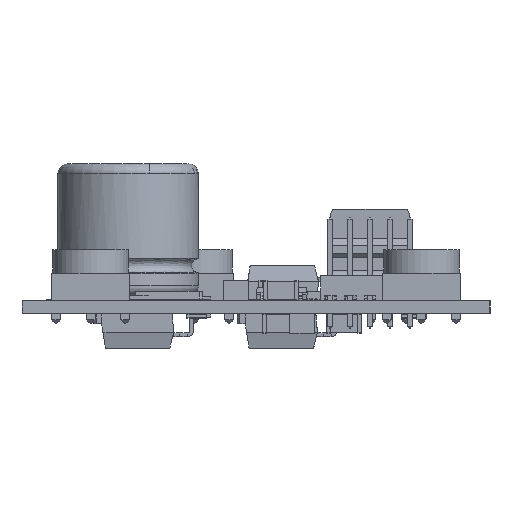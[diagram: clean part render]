
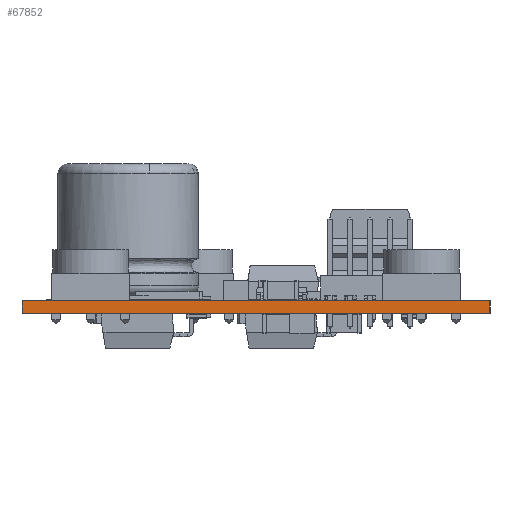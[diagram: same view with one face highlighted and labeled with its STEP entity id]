
A CAD part, left-side view. The second image highlights one B-rep face of the part: STEP entity #67852.
In plain terms, the highlighted planar face has unit normal (-1, 0, 0).
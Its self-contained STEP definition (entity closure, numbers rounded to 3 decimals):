
#67671 = PLANE('',#67672);
#67672 = AXIS2_PLACEMENT_3D('',#67673,#67674,#67675);
#67673 = CARTESIAN_POINT('',(174.7,-102.9,0.));
#67674 = DIRECTION('',(0.,-1.,0.));
#67675 = DIRECTION('',(-1.,0.,0.));
#67696 = VERTEX_POINT('',#67697);
#67697 = CARTESIAN_POINT('',(88.7,-102.9,1.6));
#67711 = PLANE('',#67712);
#67712 = AXIS2_PLACEMENT_3D('',#67713,#67714,#67715);
#67713 = CARTESIAN_POINT('',(131.7,-72.9,1.6));
#67714 = DIRECTION('',(0.,0.,-1.));
#67715 = DIRECTION('',(-1.,0.,0.));
#67723 = EDGE_CURVE('',#67724,#67696,#67726,.T.);
#67724 = VERTEX_POINT('',#67725);
#67725 = CARTESIAN_POINT('',(88.7,-102.9,0.));
#67726 = SURFACE_CURVE('',#67727,(#67731,#67738),.PCURVE_S1.);
#67727 = LINE('',#67728,#67729);
#67728 = CARTESIAN_POINT('',(88.7,-102.9,0.));
#67729 = VECTOR('',#67730,1.);
#67730 = DIRECTION('',(0.,0.,1.));
#67731 = PCURVE('',#67671,#67732);
#67732 = DEFINITIONAL_REPRESENTATION('',(#67733),#67737);
#67733 = LINE('',#67734,#67735);
#67734 = CARTESIAN_POINT('',(86.,0.));
#67735 = VECTOR('',#67736,1.);
#67736 = DIRECTION('',(0.,-1.));
#67737 = ( GEOMETRIC_REPRESENTATION_CONTEXT(2) 
PARAMETRIC_REPRESENTATION_CONTEXT() REPRESENTATION_CONTEXT('2D SPACE',''
  ) );
#67738 = PCURVE('',#67739,#67744);
#67739 = PLANE('',#67740);
#67740 = AXIS2_PLACEMENT_3D('',#67741,#67742,#67743);
#67741 = CARTESIAN_POINT('',(88.7,-102.9,0.));
#67742 = DIRECTION('',(-1.,0.,0.));
#67743 = DIRECTION('',(0.,1.,0.));
#67744 = DEFINITIONAL_REPRESENTATION('',(#67745),#67749);
#67745 = LINE('',#67746,#67747);
#67746 = CARTESIAN_POINT('',(0.,0.));
#67747 = VECTOR('',#67748,1.);
#67748 = DIRECTION('',(0.,-1.));
#67749 = ( GEOMETRIC_REPRESENTATION_CONTEXT(2) 
PARAMETRIC_REPRESENTATION_CONTEXT() REPRESENTATION_CONTEXT('2D SPACE',''
  ) );
#67765 = PLANE('',#67766);
#67766 = AXIS2_PLACEMENT_3D('',#67767,#67768,#67769);
#67767 = CARTESIAN_POINT('',(131.7,-72.9,0.));
#67768 = DIRECTION('',(0.,0.,-1.));
#67769 = DIRECTION('',(-1.,0.,0.));
#67798 = PLANE('',#67799);
#67799 = AXIS2_PLACEMENT_3D('',#67800,#67801,#67802);
#67800 = CARTESIAN_POINT('',(88.7,-42.9,0.));
#67801 = DIRECTION('',(0.,1.,0.));
#67802 = DIRECTION('',(1.,0.,0.));
#67852 = ADVANCED_FACE('',(#67853),#67739,.T.);
#67853 = FACE_BOUND('',#67854,.T.);
#67854 = EDGE_LOOP('',(#67855,#67856,#67879,#67902));
#67855 = ORIENTED_EDGE('',*,*,#67723,.T.);
#67856 = ORIENTED_EDGE('',*,*,#67857,.T.);
#67857 = EDGE_CURVE('',#67696,#67858,#67860,.T.);
#67858 = VERTEX_POINT('',#67859);
#67859 = CARTESIAN_POINT('',(88.7,-42.9,1.6));
#67860 = SURFACE_CURVE('',#67861,(#67865,#67872),.PCURVE_S1.);
#67861 = LINE('',#67862,#67863);
#67862 = CARTESIAN_POINT('',(88.7,-102.9,1.6));
#67863 = VECTOR('',#67864,1.);
#67864 = DIRECTION('',(0.,1.,0.));
#67865 = PCURVE('',#67739,#67866);
#67866 = DEFINITIONAL_REPRESENTATION('',(#67867),#67871);
#67867 = LINE('',#67868,#67869);
#67868 = CARTESIAN_POINT('',(0.,-1.6));
#67869 = VECTOR('',#67870,1.);
#67870 = DIRECTION('',(1.,0.));
#67871 = ( GEOMETRIC_REPRESENTATION_CONTEXT(2) 
PARAMETRIC_REPRESENTATION_CONTEXT() REPRESENTATION_CONTEXT('2D SPACE',''
  ) );
#67872 = PCURVE('',#67711,#67873);
#67873 = DEFINITIONAL_REPRESENTATION('',(#67874),#67878);
#67874 = LINE('',#67875,#67876);
#67875 = CARTESIAN_POINT('',(43.,-30.));
#67876 = VECTOR('',#67877,1.);
#67877 = DIRECTION('',(0.,1.));
#67878 = ( GEOMETRIC_REPRESENTATION_CONTEXT(2) 
PARAMETRIC_REPRESENTATION_CONTEXT() REPRESENTATION_CONTEXT('2D SPACE',''
  ) );
#67879 = ORIENTED_EDGE('',*,*,#67880,.F.);
#67880 = EDGE_CURVE('',#67881,#67858,#67883,.T.);
#67881 = VERTEX_POINT('',#67882);
#67882 = CARTESIAN_POINT('',(88.7,-42.9,0.));
#67883 = SURFACE_CURVE('',#67884,(#67888,#67895),.PCURVE_S1.);
#67884 = LINE('',#67885,#67886);
#67885 = CARTESIAN_POINT('',(88.7,-42.9,0.));
#67886 = VECTOR('',#67887,1.);
#67887 = DIRECTION('',(0.,0.,1.));
#67888 = PCURVE('',#67739,#67889);
#67889 = DEFINITIONAL_REPRESENTATION('',(#67890),#67894);
#67890 = LINE('',#67891,#67892);
#67891 = CARTESIAN_POINT('',(60.,0.));
#67892 = VECTOR('',#67893,1.);
#67893 = DIRECTION('',(0.,-1.));
#67894 = ( GEOMETRIC_REPRESENTATION_CONTEXT(2) 
PARAMETRIC_REPRESENTATION_CONTEXT() REPRESENTATION_CONTEXT('2D SPACE',''
  ) );
#67895 = PCURVE('',#67798,#67896);
#67896 = DEFINITIONAL_REPRESENTATION('',(#67897),#67901);
#67897 = LINE('',#67898,#67899);
#67898 = CARTESIAN_POINT('',(0.,0.));
#67899 = VECTOR('',#67900,1.);
#67900 = DIRECTION('',(0.,-1.));
#67901 = ( GEOMETRIC_REPRESENTATION_CONTEXT(2) 
PARAMETRIC_REPRESENTATION_CONTEXT() REPRESENTATION_CONTEXT('2D SPACE',''
  ) );
#67902 = ORIENTED_EDGE('',*,*,#67903,.F.);
#67903 = EDGE_CURVE('',#67724,#67881,#67904,.T.);
#67904 = SURFACE_CURVE('',#67905,(#67909,#67916),.PCURVE_S1.);
#67905 = LINE('',#67906,#67907);
#67906 = CARTESIAN_POINT('',(88.7,-102.9,0.));
#67907 = VECTOR('',#67908,1.);
#67908 = DIRECTION('',(0.,1.,0.));
#67909 = PCURVE('',#67739,#67910);
#67910 = DEFINITIONAL_REPRESENTATION('',(#67911),#67915);
#67911 = LINE('',#67912,#67913);
#67912 = CARTESIAN_POINT('',(0.,0.));
#67913 = VECTOR('',#67914,1.);
#67914 = DIRECTION('',(1.,0.));
#67915 = ( GEOMETRIC_REPRESENTATION_CONTEXT(2) 
PARAMETRIC_REPRESENTATION_CONTEXT() REPRESENTATION_CONTEXT('2D SPACE',''
  ) );
#67916 = PCURVE('',#67765,#67917);
#67917 = DEFINITIONAL_REPRESENTATION('',(#67918),#67922);
#67918 = LINE('',#67919,#67920);
#67919 = CARTESIAN_POINT('',(43.,-30.));
#67920 = VECTOR('',#67921,1.);
#67921 = DIRECTION('',(0.,1.));
#67922 = ( GEOMETRIC_REPRESENTATION_CONTEXT(2) 
PARAMETRIC_REPRESENTATION_CONTEXT() REPRESENTATION_CONTEXT('2D SPACE',''
  ) );
